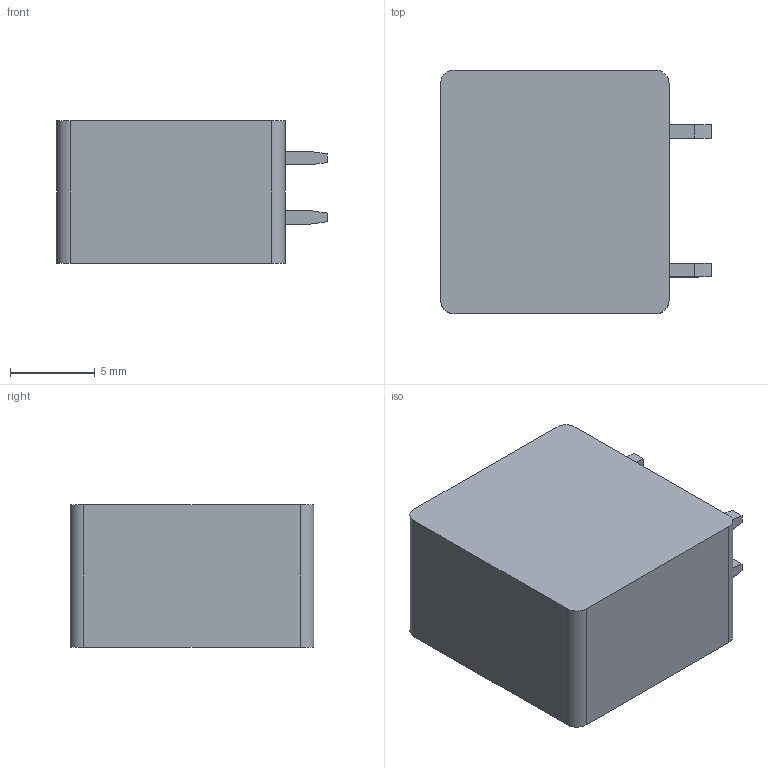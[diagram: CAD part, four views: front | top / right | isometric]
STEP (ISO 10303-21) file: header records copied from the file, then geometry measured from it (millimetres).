
FILE_DESCRIPTION((''),'2;1');
FILE_NAME('PRT0005','2024-09-25T',('sj'),(''),'PRO/ENGINEER BY PARAMETRIC TECHNOLOGY CORPORATION, 2013240','PRO/ENGINEER BY PARAMETRIC TECHNOLOGY CORPORATION, 2013240','');
FILE_SCHEMA(('AUTOMOTIVE_DESIGN_CC2 { 1 2 10303 214 -1 1 5 2 }'));
Length unit declared in the file: millimetre
Products named in the file (1): PRT0005
Bounding box: 16 x 14.4 x 8.4 mm (x, y, z)
Volume: 1576.3 mm3; surface area: 944.9 mm2
Topology: 1 solids, 1 shells, 108 faces, 268 edges, 170 vertices
Faces by surface type: plane 58, cylinder 32, bspline 8, torus 6, cone 4
Entity records: 3582 total; most frequent: CARTESIAN_POINT 1056, ORIENTED_EDGE 536, DIRECTION 490, EDGE_CURVE 268, VERTEX_POINT 170, AXIS2_PLACEMENT_3D 164, VECTOR 162, LINE 162
